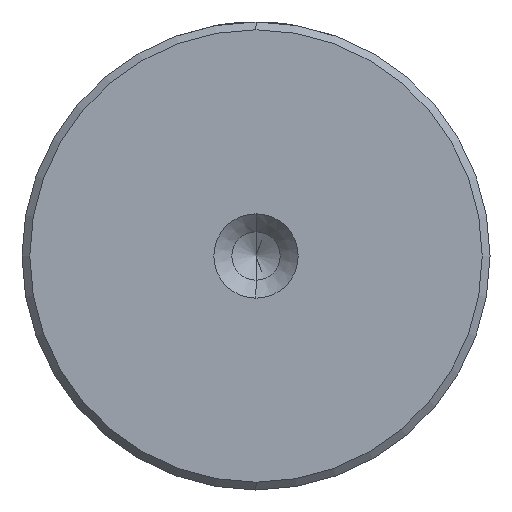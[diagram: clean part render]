
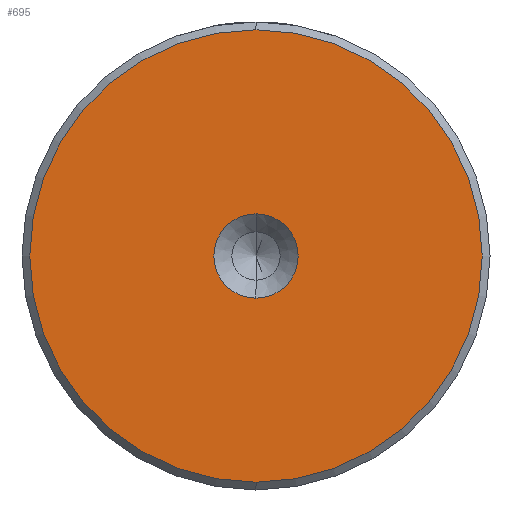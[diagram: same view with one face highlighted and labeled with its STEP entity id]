
A CAD part, left-side view. The second image highlights one B-rep face of the part: STEP entity #695.
In plain terms, the highlighted planar face has unit normal (-1, 0, 0).
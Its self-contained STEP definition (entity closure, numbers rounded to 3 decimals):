
#11 = CARTESIAN_POINT ( 'NONE',  ( 0., 0., -14.5 ) ) ;
#323 = EDGE_LOOP ( 'NONE', ( #645, #2126 ) ) ;
#384 = AXIS2_PLACEMENT_3D ( 'NONE', #1642, #504, #1834 ) ;
#391 = CARTESIAN_POINT ( 'NONE',  ( 0., 0., 0. ) ) ;
#416 = EDGE_CURVE ( 'NONE', #835, #2241, #1094, .T. ) ;
#473 = CIRCLE ( 'NONE', #820, 2.7 ) ;
#504 = DIRECTION ( 'NONE',  ( -1., 0., 0. ) ) ;
#569 = CARTESIAN_POINT ( 'NONE',  ( 0., 0., 0. ) ) ;
#592 = DIRECTION ( 'NONE',  ( 0., 0., 1. ) ) ;
#616 = ORIENTED_EDGE ( 'NONE', *, *, #1524, .F. ) ;
#645 = ORIENTED_EDGE ( 'NONE', *, *, #416, .T. ) ;
#695 = ADVANCED_FACE ( 'NONE', ( #1651, #2082 ), #937, .T. ) ;
#705 = CARTESIAN_POINT ( 'NONE',  ( 0., 0., -2.7 ) ) ;
#719 = CARTESIAN_POINT ( 'NONE',  ( 0., 0., 14.5 ) ) ;
#743 = DIRECTION ( 'NONE',  ( 0., 0., 1. ) ) ;
#769 = DIRECTION ( 'NONE',  ( 0., 0., 1. ) ) ;
#770 = DIRECTION ( 'NONE',  ( 0., 0., 1. ) ) ;
#780 = DIRECTION ( 'NONE',  ( -1., 0., 0. ) ) ;
#793 = CARTESIAN_POINT ( 'NONE',  ( 0., 0., 0. ) ) ;
#800 = CIRCLE ( 'NONE', #384, 2.7 ) ;
#820 = AXIS2_PLACEMENT_3D ( 'NONE', #391, #1719, #592 ) ;
#830 = AXIS2_PLACEMENT_3D ( 'NONE', #793, #780, #770 ) ;
#835 = VERTEX_POINT ( 'NONE', #11 ) ;
#937 = PLANE ( 'NONE',  #1624 ) ;
#981 = EDGE_CURVE ( 'NONE', #2241, #835, #1741, .T. ) ;
#1083 = EDGE_LOOP ( 'NONE', ( #1905, #616 ) ) ;
#1094 = CIRCLE ( 'NONE', #830, 14.5 ) ;
#1113 = VERTEX_POINT ( 'NONE', #1922 ) ;
#1514 = CARTESIAN_POINT ( 'NONE',  ( 0., 0., 0. ) ) ;
#1524 = EDGE_CURVE ( 'NONE', #2038, #1113, #800, .T. ) ;
#1624 = AXIS2_PLACEMENT_3D ( 'NONE', #1514, #2006, #743 ) ;
#1642 = CARTESIAN_POINT ( 'NONE',  ( 0., 0., 0. ) ) ;
#1651 = FACE_OUTER_BOUND ( 'NONE', #323, .T. ) ;
#1689 = EDGE_CURVE ( 'NONE', #1113, #2038, #473, .T. ) ;
#1719 = DIRECTION ( 'NONE',  ( -1., 0., 0. ) ) ;
#1741 = CIRCLE ( 'NONE', #1920, 14.5 ) ;
#1834 = DIRECTION ( 'NONE',  ( 0., 0., 1. ) ) ;
#1883 = DIRECTION ( 'NONE',  ( -1., 0., 0. ) ) ;
#1905 = ORIENTED_EDGE ( 'NONE', *, *, #1689, .F. ) ;
#1920 = AXIS2_PLACEMENT_3D ( 'NONE', #569, #1883, #769 ) ;
#1922 = CARTESIAN_POINT ( 'NONE',  ( 0., 0., 2.7 ) ) ;
#2006 = DIRECTION ( 'NONE',  ( -1., 0., 0. ) ) ;
#2038 = VERTEX_POINT ( 'NONE', #705 ) ;
#2082 = FACE_BOUND ( 'NONE', #1083, .T. ) ;
#2126 = ORIENTED_EDGE ( 'NONE', *, *, #981, .T. ) ;
#2241 = VERTEX_POINT ( 'NONE', #719 ) ;
